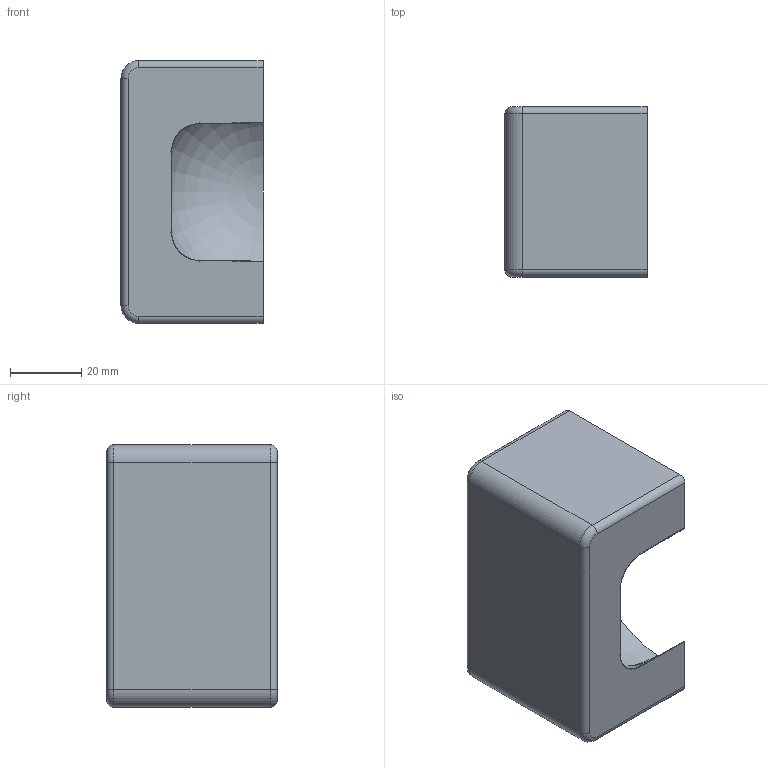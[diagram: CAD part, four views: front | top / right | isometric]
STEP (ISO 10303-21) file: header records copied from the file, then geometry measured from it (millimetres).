
FILE_DESCRIPTION (( 'STEP AP214' ), '1' );
FILE_NAME ('hemispherical_half2.STEP', '2023-07-29T03:44:43', ( '' ), ( '' ), 'SwSTEP 2.0', 'SolidWorks 2021', '' );
FILE_SCHEMA (( 'AUTOMOTIVE_DESIGN' ));
Length unit declared in the file: millimetre
Products named in the file (1): hemispherical_half2
Bounding box: 40 x 48 x 74 mm (x, y, z)
Volume: 102108.9 mm3; surface area: 17315.5 mm2
Topology: 1 solids, 1 shells, 32 faces, 82 edges, 51 vertices
Faces by surface type: bspline 13, cylinder 8, plane 6, torus 5
Entity records: 2409 total; most frequent: CARTESIAN_POINT 1669, ORIENTED_EDGE 162, DIRECTION 133, EDGE_CURVE 81, AXIS2_PLACEMENT_3D 56, VERTEX_POINT 51, CIRCLE 36, FACE_OUTER_BOUND 32
